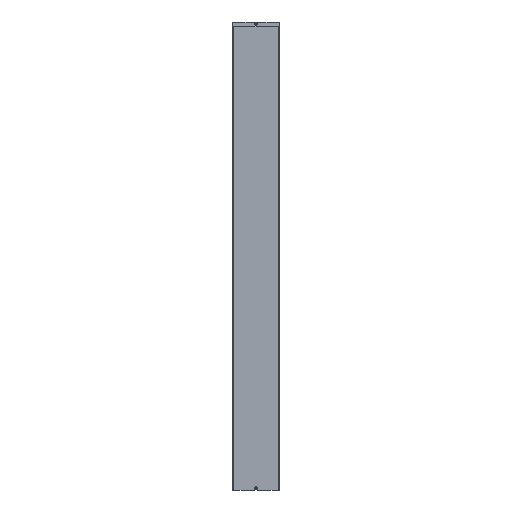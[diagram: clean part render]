
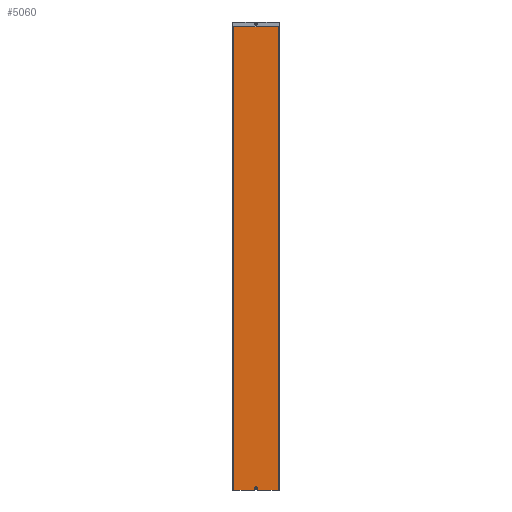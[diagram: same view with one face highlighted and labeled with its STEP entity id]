
A CAD part, front view. The second image highlights one B-rep face of the part: STEP entity #5060.
In plain terms, the highlighted planar face has unit normal (0, -1, 0).
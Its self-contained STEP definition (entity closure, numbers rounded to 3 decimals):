
#38 = AXIS2_PLACEMENT_3D ( 'NONE', #1655, #1708, #1788 ) ;
#74 = ORIENTED_EDGE ( 'NONE', *, *, #514, .T. ) ;
#145 = CARTESIAN_POINT ( 'NONE',  ( 0., 0., -2978.3 ) ) ;
#173 = VERTEX_POINT ( 'NONE', #437 ) ;
#205 = CARTESIAN_POINT ( 'NONE',  ( 149., 0., 0. ) ) ;
#225 = CIRCLE ( 'NONE', #2489, 0.5 ) ;
#232 = CARTESIAN_POINT ( 'NONE',  ( 10.854, 0., -2984.646 ) ) ;
#238 = ORIENTED_EDGE ( 'NONE', *, *, #441, .T. ) ;
#304 = CIRCLE ( 'NONE', #38, 0.5 ) ;
#367 = CARTESIAN_POINT ( 'NONE',  ( -11.061, 0., -2984.854 ) ) ;
#368 = VECTOR ( 'NONE', #5275, 1000. ) ;
#412 = EDGE_CURVE ( 'NONE', #1396, #2329, #5511, .T. ) ;
#437 = CARTESIAN_POINT ( 'NONE',  ( 11.061, 0., -2984.854 ) ) ;
#441 = EDGE_CURVE ( 'NONE', #4757, #173, #1548, .T. ) ;
#455 = DIRECTION ( 'NONE',  ( 0., 0., 1. ) ) ;
#459 = VERTEX_POINT ( 'NONE', #1387 ) ;
#475 = EDGE_CURVE ( 'NONE', #173, #459, #304, .T. ) ;
#482 = EDGE_CURVE ( 'NONE', #459, #5646, #2702, .T. ) ;
#501 = CIRCLE ( 'NONE', #4578, 0.5 ) ;
#514 = EDGE_CURVE ( 'NONE', #5646, #5282, #1240, .T. ) ;
#550 = EDGE_CURVE ( 'NONE', #2597, #5282, #5965, .T. ) ;
#582 = CARTESIAN_POINT ( 'NONE',  ( 0., 0., -2963.7 ) ) ;
#590 = EDGE_CURVE ( 'NONE', #4631, #2597, #1746, .T. ) ;
#597 = EDGE_CURVE ( 'NONE', #2346, #4631, #2233, .T. ) ;
#605 = AXIS2_PLACEMENT_3D ( 'NONE', #6090, #3358, #455 ) ;
#630 = EDGE_CURVE ( 'NONE', #2346, #4632, #3242, .T. ) ;
#662 = EDGE_CURVE ( 'NONE', #4632, #999, #4668, .T. ) ;
#694 = EDGE_CURVE ( 'NONE', #999, #2956, #4530, .T. ) ;
#702 = EDGE_CURVE ( 'NONE', #2956, #3671, #501, .T. ) ;
#738 = VERTEX_POINT ( 'NONE', #5865 ) ;
#739 = EDGE_CURVE ( 'NONE', #3671, #738, #5159, .T. ) ;
#770 = EDGE_CURVE ( 'NONE', #738, #4757, #225, .T. ) ;
#783 = VECTOR ( 'NONE', #2928, 1000. ) ;
#869 = ORIENTED_EDGE ( 'NONE', *, *, #702, .T. ) ;
#919 = CARTESIAN_POINT ( 'NONE',  ( 150., 0., -2985. ) ) ;
#999 = VERTEX_POINT ( 'NONE', #367 ) ;
#1004 = FACE_OUTER_BOUND ( 'NONE', #3854, .T. ) ;
#1139 = DIRECTION ( 'NONE',  ( 0.707, 0., -0.707 ) ) ;
#1235 = CARTESIAN_POINT ( 'NONE',  ( 11.207, 0., -2985. ) ) ;
#1240 = LINE ( 'NONE', #1506, #2380 ) ;
#1343 = DIRECTION ( 'NONE',  ( 0., 1., 0. ) ) ;
#1366 = DIRECTION ( 'NONE',  ( 0., 0., 1. ) ) ;
#1387 = CARTESIAN_POINT ( 'NONE',  ( 11.414, 0., -2985. ) ) ;
#1396 = VERTEX_POINT ( 'NONE', #145 ) ;
#1406 = PLANE ( 'NONE',  #4140 ) ;
#1452 = CARTESIAN_POINT ( 'NONE',  ( 0., 0., -2971. ) ) ;
#1474 = CARTESIAN_POINT ( 'NONE',  ( -10.5, 0., -2984.5 ) ) ;
#1506 = CARTESIAN_POINT ( 'NONE',  ( 149., 0., -2985. ) ) ;
#1548 = LINE ( 'NONE', #1235, #5236 ) ;
#1568 = CARTESIAN_POINT ( 'NONE',  ( -149., 0., 0. ) ) ;
#1613 = DIRECTION ( 'NONE',  ( 1., 0., 0. ) ) ;
#1655 = CARTESIAN_POINT ( 'NONE',  ( 11.414, 0., -2984.5 ) ) ;
#1679 = CARTESIAN_POINT ( 'NONE',  ( -150., 0., -2985. ) ) ;
#1708 = DIRECTION ( 'NONE',  ( 0., -1., 0. ) ) ;
#1746 = B_SPLINE_CURVE_WITH_KNOTS ( 'NONE', 3,
 ( #2420, #2265, #2302, #2538, #2583, #2605, #2611 ),
 .UNSPECIFIED., .F., .F.,
 ( 4, 1, 1, 1, 4 ),
 ( 0., 0.25, 0.5, 0.75, 1. ),
 .UNSPECIFIED. ) ;
#1788 = DIRECTION ( 'NONE',  ( 1., 0., 0. ) ) ;
#1905 = DIRECTION ( 'NONE',  ( 1., 0., 0. ) ) ;
#1960 = DIRECTION ( 'NONE',  ( 0., 0., 1. ) ) ;
#2017 = ORIENTED_EDGE ( 'NONE', *, *, #770, .T. ) ;
#2038 = CARTESIAN_POINT ( 'NONE',  ( -149., 0., 0. ) ) ;
#2069 = DIRECTION ( 'NONE',  ( 1., 0., 0. ) ) ;
#2190 = DIRECTION ( 'NONE',  ( 0., 0., 1. ) ) ;
#2222 = CARTESIAN_POINT ( 'NONE',  ( -149., 0., -2985. ) ) ;
#2233 = LINE ( 'NONE', #2222, #5841 ) ;
#2265 = CARTESIAN_POINT ( 'NONE',  ( -136.583, 0., 0. ) ) ;
#2302 = CARTESIAN_POINT ( 'NONE',  ( -111.749, 0., 0. ) ) ;
#2319 = ORIENTED_EDGE ( 'NONE', *, *, #630, .T. ) ;
#2329 = VERTEX_POINT ( 'NONE', #582 ) ;
#2346 = VERTEX_POINT ( 'NONE', #5814 ) ;
#2354 = DIRECTION ( 'NONE',  ( 0., -1., 0. ) ) ;
#2380 = VECTOR ( 'NONE', #1960, 1000. ) ;
#2420 = CARTESIAN_POINT ( 'NONE',  ( -149., 0., 0. ) ) ;
#2465 = ORIENTED_EDGE ( 'NONE', *, *, #590, .F. ) ;
#2489 = AXIS2_PLACEMENT_3D ( 'NONE', #6080, #4006, #3998 ) ;
#2538 = CARTESIAN_POINT ( 'NONE',  ( -74.499, 0., 0. ) ) ;
#2583 = CARTESIAN_POINT ( 'NONE',  ( -37.25, 0., 0. ) ) ;
#2597 = VERTEX_POINT ( 'NONE', #4890 ) ;
#2605 = CARTESIAN_POINT ( 'NONE',  ( -12.417, 0., 0. ) ) ;
#2611 = CARTESIAN_POINT ( 'NONE',  ( 0., 0., 0. ) ) ;
#2635 = ORIENTED_EDGE ( 'NONE', *, *, #482, .T. ) ;
#2702 = LINE ( 'NONE', #1679, #3985 ) ;
#2794 = ORIENTED_EDGE ( 'NONE', *, *, #412, .T. ) ;
#2928 = DIRECTION ( 'NONE',  ( 1., 0., 0. ) ) ;
#2956 = VERTEX_POINT ( 'NONE', #4869 ) ;
#2960 = AXIS2_PLACEMENT_3D ( 'NONE', #3557, #3552, #3567 ) ;
#2993 = CARTESIAN_POINT ( 'NONE',  ( -150., 0., -2985. ) ) ;
#3242 = LINE ( 'NONE', #2993, #783 ) ;
#3317 = CARTESIAN_POINT ( 'NONE',  ( 149., 0., -2985. ) ) ;
#3358 = DIRECTION ( 'NONE',  ( 0., 1., 0. ) ) ;
#3542 = VECTOR ( 'NONE', #2069, 1000. ) ;
#3552 = DIRECTION ( 'NONE',  ( 0., -1., 0. ) ) ;
#3557 = CARTESIAN_POINT ( 'NONE',  ( -11.414, 0., -2984.5 ) ) ;
#3567 = DIRECTION ( 'NONE',  ( 1., 0., 0. ) ) ;
#3671 = VERTEX_POINT ( 'NONE', #1474 ) ;
#3768 = ORIENTED_EDGE ( 'NONE', *, *, #550, .F. ) ;
#3854 = EDGE_LOOP ( 'NONE', ( #238, #5174, #2635, #74, #3768, #2465, #4892, #2319, #5915, #4756, #869, #4609, #2017 ) ) ;
#3898 = FACE_BOUND ( 'NONE', #4031, .T. ) ;
#3903 = VECTOR ( 'NONE', #5852, 1000. ) ;
#3985 = VECTOR ( 'NONE', #1613, 1000. ) ;
#3998 = DIRECTION ( 'NONE',  ( 0., 0., 1. ) ) ;
#4006 = DIRECTION ( 'NONE',  ( 0., 1., 0. ) ) ;
#4031 = EDGE_LOOP ( 'NONE', ( #5307, #2794 ) ) ;
#4112 = EDGE_CURVE ( 'NONE', #2329, #1396, #5217, .T. ) ;
#4140 = AXIS2_PLACEMENT_3D ( 'NONE', #919, #2354, #1905 ) ;
#4530 = LINE ( 'NONE', #5284, #368 ) ;
#4578 = AXIS2_PLACEMENT_3D ( 'NONE', #5668, #5691, #5758 ) ;
#4609 = ORIENTED_EDGE ( 'NONE', *, *, #739, .T. ) ;
#4631 = VERTEX_POINT ( 'NONE', #1568 ) ;
#4632 = VERTEX_POINT ( 'NONE', #4947 ) ;
#4668 = CIRCLE ( 'NONE', #2960, 0.5 ) ;
#4756 = ORIENTED_EDGE ( 'NONE', *, *, #694, .T. ) ;
#4757 = VERTEX_POINT ( 'NONE', #232 ) ;
#4869 = CARTESIAN_POINT ( 'NONE',  ( -10.854, 0., -2984.646 ) ) ;
#4890 = CARTESIAN_POINT ( 'NONE',  ( 0., 0., 0. ) ) ;
#4892 = ORIENTED_EDGE ( 'NONE', *, *, #597, .F. ) ;
#4947 = CARTESIAN_POINT ( 'NONE',  ( -11.414, 0., -2985. ) ) ;
#5060 = ADVANCED_FACE ( 'NONE', ( #3898, #1004 ), #1406, .T. ) ;
#5159 = LINE ( 'NONE', #5720, #3903 ) ;
#5174 = ORIENTED_EDGE ( 'NONE', *, *, #475, .T. ) ;
#5217 = CIRCLE ( 'NONE', #605, 7.3 ) ;
#5236 = VECTOR ( 'NONE', #1139, 1000. ) ;
#5275 = DIRECTION ( 'NONE',  ( 0.707, 0., 0.707 ) ) ;
#5282 = VERTEX_POINT ( 'NONE', #205 ) ;
#5284 = CARTESIAN_POINT ( 'NONE',  ( -11.207, 0., -2985. ) ) ;
#5307 = ORIENTED_EDGE ( 'NONE', *, *, #4112, .T. ) ;
#5511 = CIRCLE ( 'NONE', #5576, 7.3 ) ;
#5576 = AXIS2_PLACEMENT_3D ( 'NONE', #1452, #1343, #1366 ) ;
#5646 = VERTEX_POINT ( 'NONE', #3317 ) ;
#5668 = CARTESIAN_POINT ( 'NONE',  ( -10.5, 0., -2985. ) ) ;
#5691 = DIRECTION ( 'NONE',  ( 0., 1., 0. ) ) ;
#5720 = CARTESIAN_POINT ( 'NONE',  ( -150., 0., -2984.5 ) ) ;
#5758 = DIRECTION ( 'NONE',  ( 0., 0., 1. ) ) ;
#5814 = CARTESIAN_POINT ( 'NONE',  ( -149., 0., -2985. ) ) ;
#5841 = VECTOR ( 'NONE', #2190, 1000. ) ;
#5852 = DIRECTION ( 'NONE',  ( 1., 0., 0. ) ) ;
#5865 = CARTESIAN_POINT ( 'NONE',  ( 10.5, 0., -2984.5 ) ) ;
#5915 = ORIENTED_EDGE ( 'NONE', *, *, #662, .T. ) ;
#5965 = LINE ( 'NONE', #2038, #3542 ) ;
#6080 = CARTESIAN_POINT ( 'NONE',  ( 10.5, 0., -2985. ) ) ;
#6090 = CARTESIAN_POINT ( 'NONE',  ( 0., 0., -2971. ) ) ;
